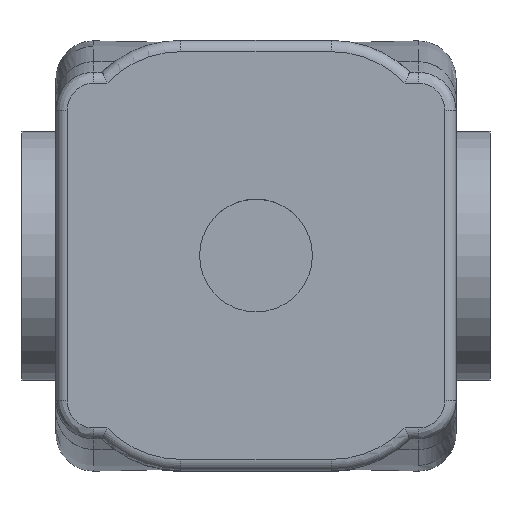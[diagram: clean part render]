
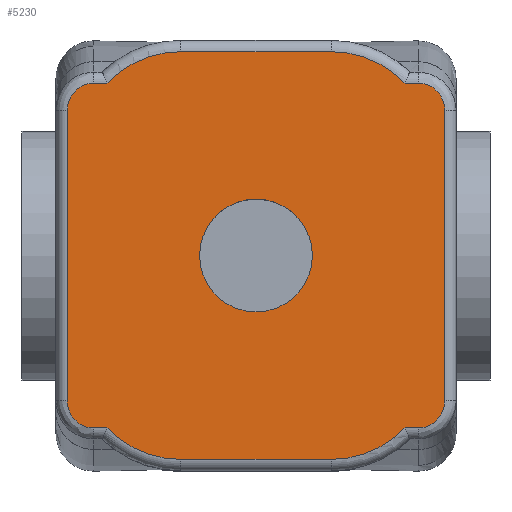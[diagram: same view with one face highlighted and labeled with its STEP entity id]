
A CAD part, top view. The second image highlights one B-rep face of the part: STEP entity #5230.
In plain terms, the highlighted planar face has unit normal (0, 0, 1).
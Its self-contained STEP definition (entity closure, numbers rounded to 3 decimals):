
#152=CARTESIAN_POINT('',(7.475,0.0,34.0));
#153=VERTEX_POINT('',#152);
#154=CARTESIAN_POINT('',(0.0,0.0,34.0));
#155=DIRECTION('',(0.0,0.0,-1.0));
#156=DIRECTION('',(1.0,0.0,0.0));
#157=AXIS2_PLACEMENT_3D('',#154,#155,#156);
#158=CIRCLE('',#157,7.475);
#159=EDGE_CURVE('',#153,#153,#158,.T.);
#4476=CARTESIAN_POINT('',(21.5,-22.845,34.0));
#4477=VERTEX_POINT('',#4476);
#4486=CARTESIAN_POINT('',(25.,-19.226,34.0));
#4487=VERTEX_POINT('',#4486);
#4495=CARTESIAN_POINT('',(25.,-19.226,34.0));
#4496=CARTESIAN_POINT('',(25.,-20.021,34.0));
#4497=CARTESIAN_POINT('',(24.563,-21.35,34.));
#4498=CARTESIAN_POINT('',(23.097,-22.588,34.));
#4499=CARTESIAN_POINT('',(22.03,-22.845,34.0));
#4500=CARTESIAN_POINT('',(21.5,-22.845,34.0));
#4501=B_SPLINE_CURVE_WITH_KNOTS('',3,(#4495,#4496,#4497,#4498,#4499,#4500),.UNSPECIFIED.,.F.,.U.,(4,1,1,4),(0.0,0.238,0.397,0.556),.UNSPECIFIED.);
#4502=EDGE_CURVE('',#4487,#4477,#4501,.T.);
#4512=CARTESIAN_POINT('',(25.,19.226,34.0));
#4513=VERTEX_POINT('',#4512);
#4521=CARTESIAN_POINT('',(25.,19.226,34.0));
#4522=DIRECTION('',(0.0,-1.0,0.0));
#4523=VECTOR('',#4522,38.451);
#4524=LINE('',#4521,#4523);
#4525=EDGE_CURVE('',#4513,#4487,#4524,.T.);
#4539=CARTESIAN_POINT('',(19.742,-22.845,34.0));
#4540=VERTEX_POINT('',#4539);
#4541=CARTESIAN_POINT('',(21.5,-22.845,34.0));
#4542=DIRECTION('',(-1.0,0.0,0.0));
#4543=VECTOR('',#4542,1.758);
#4544=LINE('',#4541,#4543);
#4545=EDGE_CURVE('',#4477,#4540,#4544,.T.);
#4593=CARTESIAN_POINT('',(21.5,22.845,34.0));
#4594=VERTEX_POINT('',#4593);
#4602=CARTESIAN_POINT('',(21.5,22.845,34.0));
#4603=CARTESIAN_POINT('',(22.294,22.845,34.0));
#4604=CARTESIAN_POINT('',(24.161,22.151,34.0));
#4605=CARTESIAN_POINT('',(25.0,20.284,34.0));
#4606=CARTESIAN_POINT('',(25.,19.226,34.0));
#4607=B_SPLINE_CURVE_WITH_KNOTS('',3,(#4602,#4603,#4604,#4605,#4606),.UNSPECIFIED.,.F.,.U.,(4,1,4),(0.0,0.238,0.556),.UNSPECIFIED.);
#4608=EDGE_CURVE('',#4594,#4513,#4607,.T.);
#4618=CARTESIAN_POINT('',(10.0,-27.,34.0));
#4619=VERTEX_POINT('',#4618);
#4636=CARTESIAN_POINT('',(10.0,-13.5,34.0));
#4637=DIRECTION('',(0.0,0.0,-1.0));
#4638=DIRECTION('',(0.387,-0.922,0.0));
#4639=AXIS2_PLACEMENT_3D('',#4636,#4637,#4638);
#4640=CIRCLE('',#4639,13.5);
#4641=EDGE_CURVE('',#4540,#4619,#4640,.T.);
#4651=CARTESIAN_POINT('',(19.742,22.845,34.0));
#4652=VERTEX_POINT('',#4651);
#4653=CARTESIAN_POINT('',(19.742,22.845,34.0));
#4654=DIRECTION('',(1.0,0.0,0.0));
#4655=VECTOR('',#4654,1.758);
#4656=LINE('',#4653,#4655);
#4657=EDGE_CURVE('',#4652,#4594,#4656,.T.);
#4684=CARTESIAN_POINT('',(-10.0,-27.,34.0));
#4685=VERTEX_POINT('',#4684);
#4695=CARTESIAN_POINT('',(10.0,-27.,34.0));
#4696=DIRECTION('',(-1.0,0.0,0.0));
#4697=VECTOR('',#4696,20.0);
#4698=LINE('',#4695,#4697);
#4699=EDGE_CURVE('',#4619,#4685,#4698,.T.);
#4711=CARTESIAN_POINT('',(-19.742,-22.845,34.0));
#4712=VERTEX_POINT('',#4711);
#4713=CARTESIAN_POINT('',(-10.,-13.5,34.0));
#4714=DIRECTION('',(0.0,0.0,-1.));
#4715=DIRECTION('',(-0.387,-0.922,0.0));
#4716=AXIS2_PLACEMENT_3D('',#4713,#4714,#4715);
#4717=CIRCLE('',#4716,13.5);
#4718=EDGE_CURVE('',#4685,#4712,#4717,.T.);
#4744=CARTESIAN_POINT('',(-21.5,-22.845,34.0));
#4745=VERTEX_POINT('',#4744);
#4755=CARTESIAN_POINT('',(-19.742,-22.845,34.0));
#4756=DIRECTION('',(-1.0,0.0,0.0));
#4757=VECTOR('',#4756,1.758);
#4758=LINE('',#4755,#4757);
#4759=EDGE_CURVE('',#4712,#4745,#4758,.T.);
#4790=CARTESIAN_POINT('',(-25.,-19.226,34.0));
#4791=VERTEX_POINT('',#4790);
#4801=CARTESIAN_POINT('',(-21.5,-22.845,34.0));
#4802=CARTESIAN_POINT('',(-22.295,-22.845,34.0));
#4803=CARTESIAN_POINT('',(-24.166,-22.145,34.0));
#4804=CARTESIAN_POINT('',(-25.,-20.286,34.0));
#4805=CARTESIAN_POINT('',(-25.,-19.226,34.0));
#4806=B_SPLINE_CURVE_WITH_KNOTS('',3,(#4801,#4802,#4803,#4804,#4805),.UNSPECIFIED.,.F.,.U.,(4,1,4),(0.0,0.238,0.556),.UNSPECIFIED.);
#4807=EDGE_CURVE('',#4745,#4791,#4806,.T.);
#4817=CARTESIAN_POINT('',(-25.,19.226,34.0));
#4818=VERTEX_POINT('',#4817);
#4835=CARTESIAN_POINT('',(-25.,-19.226,34.0));
#4836=DIRECTION('',(0.0,1.0,0.0));
#4837=VECTOR('',#4836,38.451);
#4838=LINE('',#4835,#4837);
#4839=EDGE_CURVE('',#4791,#4818,#4838,.T.);
#4851=CARTESIAN_POINT('',(-21.5,22.845,34.0));
#4852=VERTEX_POINT('',#4851);
#4860=CARTESIAN_POINT('',(-19.742,22.845,34.0));
#4861=VERTEX_POINT('',#4860);
#4862=CARTESIAN_POINT('',(-21.5,22.845,34.0));
#4863=DIRECTION('',(1.0,0.0,0.0));
#4864=VECTOR('',#4863,1.758);
#4865=LINE('',#4862,#4864);
#4866=EDGE_CURVE('',#4852,#4861,#4865,.T.);
#4899=CARTESIAN_POINT('',(10.0,27.,34.0));
#4900=VERTEX_POINT('',#4899);
#4909=CARTESIAN_POINT('',(-10.0,27.,34.0));
#4910=VERTEX_POINT('',#4909);
#4918=CARTESIAN_POINT('',(-10.0,27.,34.0));
#4919=DIRECTION('',(1.0,0.0,0.0));
#4920=VECTOR('',#4919,20.0);
#4921=LINE('',#4918,#4920);
#4922=EDGE_CURVE('',#4910,#4900,#4921,.T.);
#4932=CARTESIAN_POINT('',(-10.,13.5,34.0));
#4933=DIRECTION('',(0.0,0.0,-1.0));
#4934=DIRECTION('',(-0.387,0.922,0.0));
#4935=AXIS2_PLACEMENT_3D('',#4932,#4933,#4934);
#4936=CIRCLE('',#4935,13.5);
#4937=EDGE_CURVE('',#4861,#4910,#4936,.T.);
#5004=CARTESIAN_POINT('',(-25.,19.226,34.0));
#5005=CARTESIAN_POINT('',(-25.,20.019,34.0));
#5006=CARTESIAN_POINT('',(-24.559,21.356,34.));
#5007=CARTESIAN_POINT('',(-23.094,22.587,34.));
#5008=CARTESIAN_POINT('',(-22.029,22.845,34.0));
#5009=CARTESIAN_POINT('',(-21.5,22.845,34.0));
#5010=B_SPLINE_CURVE_WITH_KNOTS('',3,(#5004,#5005,#5006,#5007,#5008,#5009),.UNSPECIFIED.,.F.,.U.,(4,1,1,4),(0.,0.238,0.397,0.556),.UNSPECIFIED.);
#5011=EDGE_CURVE('',#4818,#4852,#5010,.T.);
#5029=CARTESIAN_POINT('',(10.0,13.5,34.0));
#5030=DIRECTION('',(0.0,0.0,-1.));
#5031=DIRECTION('',(0.387,0.922,0.0));
#5032=AXIS2_PLACEMENT_3D('',#5029,#5030,#5031);
#5033=CIRCLE('',#5032,13.5);
#5034=EDGE_CURVE('',#4900,#4652,#5033,.T.);
#5204=CARTESIAN_POINT('',(0.,0.,34.0));
#5205=DIRECTION('',(0.0,0.0,1.0));
#5206=DIRECTION('',(1.0,0.0,0.0));
#5207=AXIS2_PLACEMENT_3D('',#5204,#5205,#5206);
#5208=PLANE('',#5207);
#5209=ORIENTED_EDGE('',*,*,#4922,.F.);
#5210=ORIENTED_EDGE('',*,*,#4937,.F.);
#5211=ORIENTED_EDGE('',*,*,#4866,.F.);
#5212=ORIENTED_EDGE('',*,*,#5011,.F.);
#5213=ORIENTED_EDGE('',*,*,#4839,.F.);
#5214=ORIENTED_EDGE('',*,*,#4807,.F.);
#5215=ORIENTED_EDGE('',*,*,#4759,.F.);
#5216=ORIENTED_EDGE('',*,*,#4718,.F.);
#5217=ORIENTED_EDGE('',*,*,#4699,.F.);
#5218=ORIENTED_EDGE('',*,*,#4641,.F.);
#5219=ORIENTED_EDGE('',*,*,#4545,.F.);
#5220=ORIENTED_EDGE('',*,*,#4502,.F.);
#5221=ORIENTED_EDGE('',*,*,#4525,.F.);
#5222=ORIENTED_EDGE('',*,*,#4608,.F.);
#5223=ORIENTED_EDGE('',*,*,#4657,.F.);
#5224=ORIENTED_EDGE('',*,*,#5034,.F.);
#5225=EDGE_LOOP('',(#5209,#5210,#5211,#5212,#5213,#5214,#5215,#5216,#5217,#5218,#5219,#5220,#5221,#5222,#5223,#5224));
#5226=FACE_OUTER_BOUND('',#5225,.T.);
#5227=ORIENTED_EDGE('',*,*,#159,.T.);
#5228=EDGE_LOOP('',(#5227));
#5229=FACE_BOUND('',#5228,.T.);
#5230=ADVANCED_FACE('',(#5226,#5229),#5208,.T.);
